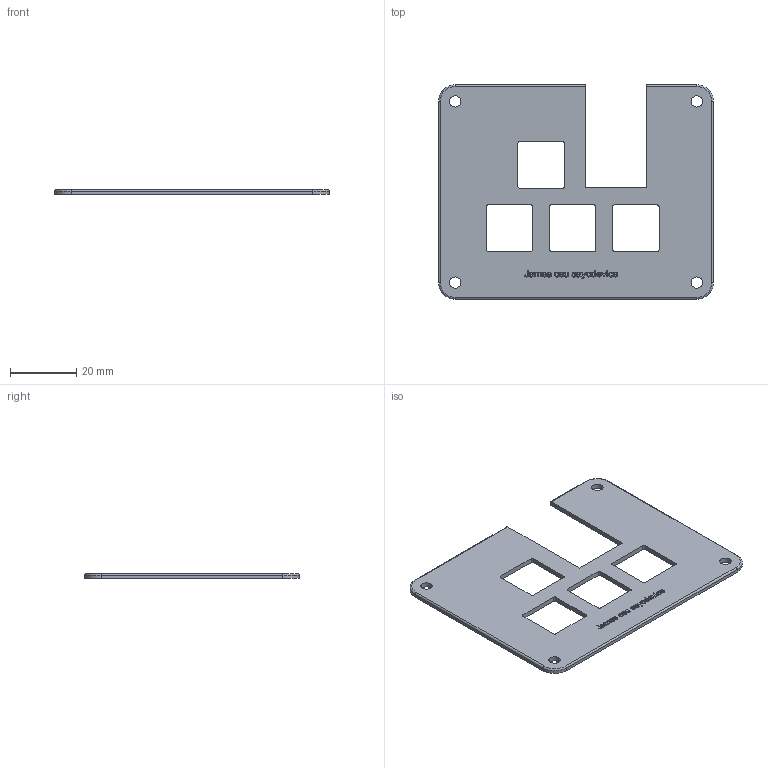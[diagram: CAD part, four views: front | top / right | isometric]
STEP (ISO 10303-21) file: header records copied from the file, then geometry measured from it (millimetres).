
FILE_DESCRIPTION(/* description */ (''),/* implementation_level */ '2;1');
FILE_NAME(/* name */ 'case lid.step',/* time_stamp */ '2025-11-27T13:41:18-07:00',/* author */ (''),/* organization */ (''),/* preprocessor_version */ 'ST-DEVELOPER v20.1',/* originating_system */ 'Autodesk Translation Framework v14.21.0.0',/* authorisation */ '');
FILE_SCHEMA (('AUTOMOTIVE_DESIGN { 1 0 10303 214 3 1 1 }'));
Length unit declared in the file: millimetre
Products named in the file (1): case lid
Bounding box: 82.92 x 64.64 x 1.5 mm (x, y, z)
Volume: 5900.7 mm3; surface area: 8780.3 mm2
Topology: 1 solids, 1 shells, 490 faces, 1375 edges, 914 vertices
Faces by surface type: bspline 329, plane 128, cylinder 29, torus 4
Full cylindrical faces by diameter (mm): 3.4 x4
Entity records: 18852 total; most frequent: CARTESIAN_POINT 8373, ORIENTED_EDGE 2750, EDGE_CURVE 1375, DIRECTION 1103, VERTEX_POINT 914, B_SPLINE_CURVE_WITH_KNOTS 658, LINE 655, VECTOR 655
